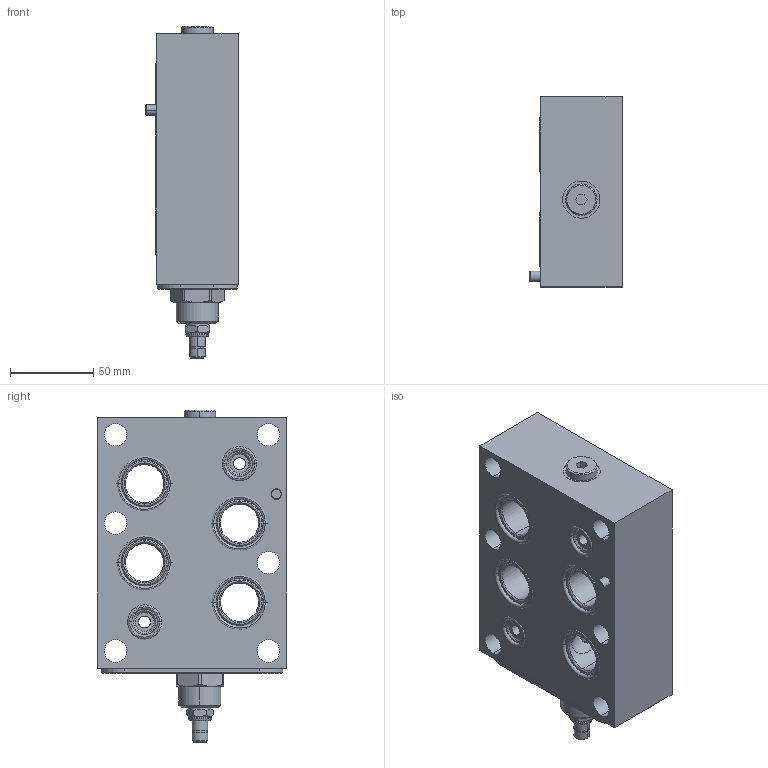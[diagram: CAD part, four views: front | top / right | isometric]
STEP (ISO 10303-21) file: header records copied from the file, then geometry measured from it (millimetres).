
FILE_DESCRIPTION((''),'2;1');
FILE_NAME('RPGCLAN-CDA-M_ASM','2021-04-08T',('ProEService'),(''),'PRO/ENGINEER BY PARAMETRIC TECHNOLOGY CORPORATION, 2014200','PRO/ENGINEER BY PARAMETRIC TECHNOLOGY CORPORATION, 2014200','');
FILE_SCHEMA(('CONFIG_CONTROL_DESIGN'));
Length unit declared in the file: inch
Products named in the file (7): 152-593-003; 330-018-002; 500-001-114; 500-001-121; 811-001-002; RPGCLAN; RPGCLAN-CDA-M_ASM
Assembly tree (10 placements, depth 2):
  RPGCLAN-CDA-M_ASM
    152-593-003
    330-018-002
    500-001-114  x2
    500-001-121  x4
    811-001-002
    RPGCLAN
Bounding box: 55.58 x 114.3 x 199.85 mm (x, y, z)
Volume: 725868.3 mm3; surface area: 111376.2 mm2
Topology: 12 solids, 13 shells, 407 faces, 1194 edges, 957 vertices
Faces by surface type: cylinder 135, plane 104, cone 93, torus 39, revolution 32, sphere 4
Entity records: 15248 total; most frequent: CARTESIAN_POINT 4592, DIRECTION 2336, ORIENTED_EDGE 1880, EDGE_CURVE 940, AXIS2_PLACEMENT_3D 877, VERTEX_POINT 590, VECTOR 566, LINE 566
